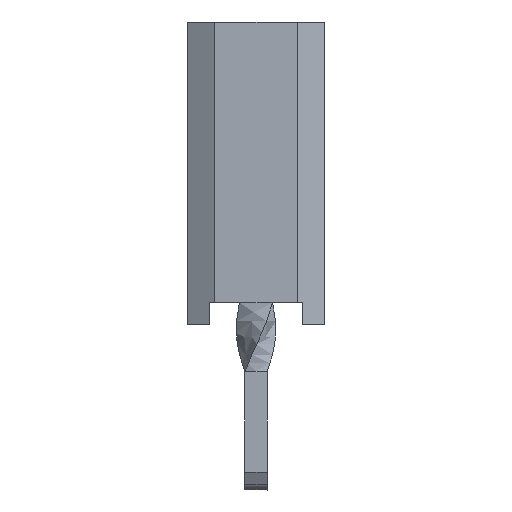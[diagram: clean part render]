
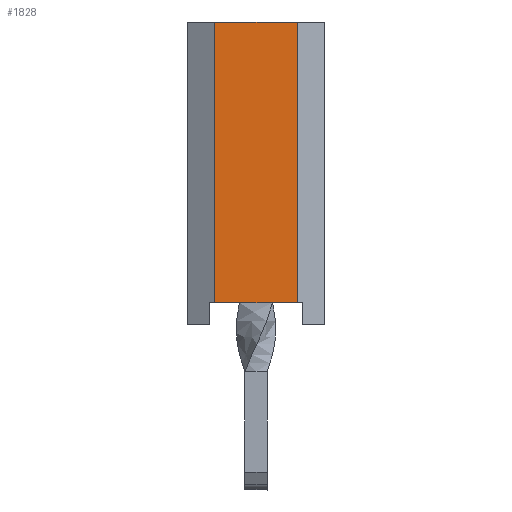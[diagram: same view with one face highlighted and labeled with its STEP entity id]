
A CAD part, left-side view. The second image highlights one B-rep face of the part: STEP entity #1828.
In plain terms, the highlighted planar face has unit normal (-1, 0, 0).
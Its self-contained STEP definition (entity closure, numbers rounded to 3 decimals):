
#182=PLANE('',#2063);
#257=FACE_OUTER_BOUND('',#351,.T.);
#351=EDGE_LOOP('',(#1537,#1538,#1539,#1540));
#490=LINE('',#2827,#698);
#530=LINE('',#2906,#738);
#546=LINE('',#2937,#754);
#551=LINE('',#2945,#759);
#698=VECTOR('',#2281,10.);
#738=VECTOR('',#2365,10.);
#754=VECTOR('',#2393,10.);
#759=VECTOR('',#2404,10.);
#905=VERTEX_POINT('',#2812);
#912=VERTEX_POINT('',#2825);
#928=VERTEX_POINT('',#2903);
#929=VERTEX_POINT('',#2905);
#1090=EDGE_CURVE('',#912,#905,#490,.T.);
#1130=EDGE_CURVE('',#929,#928,#530,.T.);
#1146=EDGE_CURVE('',#928,#905,#546,.T.);
#1151=EDGE_CURVE('',#912,#929,#551,.T.);
#1537=ORIENTED_EDGE('',*,*,#1146,.T.);
#1538=ORIENTED_EDGE('',*,*,#1090,.F.);
#1539=ORIENTED_EDGE('',*,*,#1151,.T.);
#1540=ORIENTED_EDGE('',*,*,#1130,.T.);
#1828=ADVANCED_FACE('',(#257),#182,.T.);
#2063=AXIS2_PLACEMENT_3D('',#2949,#2410,#2411);
#2281=DIRECTION('',(0.,0.,1.));
#2365=DIRECTION('',(0.,0.,1.));
#2393=DIRECTION('',(0.,1.,0.));
#2404=DIRECTION('',(0.,-1.,0.));
#2410=DIRECTION('center_axis',(-1.,0.,0.));
#2411=DIRECTION('ref_axis',(0.,0.,1.));
#2812=CARTESIAN_POINT('',(9.476,5.5,2.));
#2825=CARTESIAN_POINT('',(9.476,5.5,0.5));
#2827=CARTESIAN_POINT('',(9.476,5.5,0.));
#2903=CARTESIAN_POINT('',(9.476,0.4,2.));
#2905=CARTESIAN_POINT('',(9.476,0.4,0.5));
#2906=CARTESIAN_POINT('',(9.476,0.4,0.));
#2937=CARTESIAN_POINT('',(9.476,2.95,2.));
#2945=CARTESIAN_POINT('',(9.476,2.95,0.5));
#2949=CARTESIAN_POINT('Origin',(9.476,0.4,0.));
